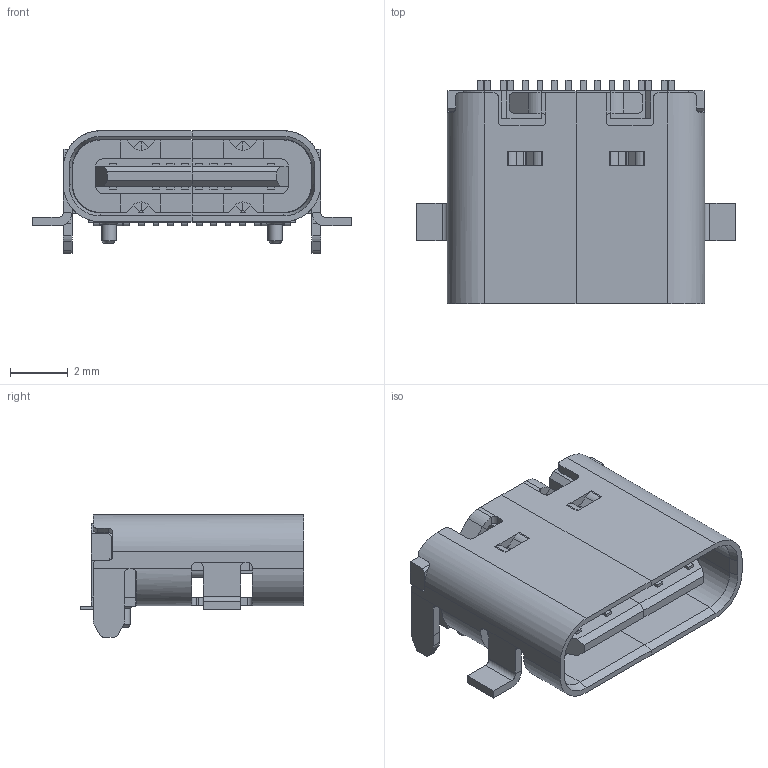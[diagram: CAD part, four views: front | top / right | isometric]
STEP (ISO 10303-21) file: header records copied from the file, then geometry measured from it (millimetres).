
FILE_DESCRIPTION(('FreeCAD Model'),'2;1');
FILE_NAME('Open CASCADE Shape Model','2023-07-29T17:08:24',(''),(''), 'Open CASCADE STEP processor 7.6','FreeCAD','Unknown');
FILE_SCHEMA(('AUTOMOTIVE_DESIGN { 1 0 10303 214 1 1 1 1 }'));
Length unit declared in the file: millimetre
Products named in the file (4): Unnamed; Pad001 (Mirror #1); Cut; Body001
Assembly tree (3 placements, depth 2):
  Unnamed
    Pad001 (Mirror #1)
    Cut
    Body001
Bounding box: 11.1 x 7.78 x 4.26 mm (x, y, z)
Volume: 120.2 mm3; surface area: 539.4 mm2
Topology: 38 solids, 38 shells, 638 faces, 3084 edges, 4984 vertices
Faces by surface type: plane 500, cylinder 130, cone 8
Full cylindrical faces by diameter (mm): 0.5 x2
Entity records: 66621 total; most frequent: CARTESIAN_POINT 13514, DIRECTION 7807, LINE 5345, VECTOR 5345, ORIENTED_EDGE 3128, PCURVE 3128, DEFINITIONAL_REPRESENTATION 3128, PRESENTATION_STYLE_ASSIGNMENT 1618
